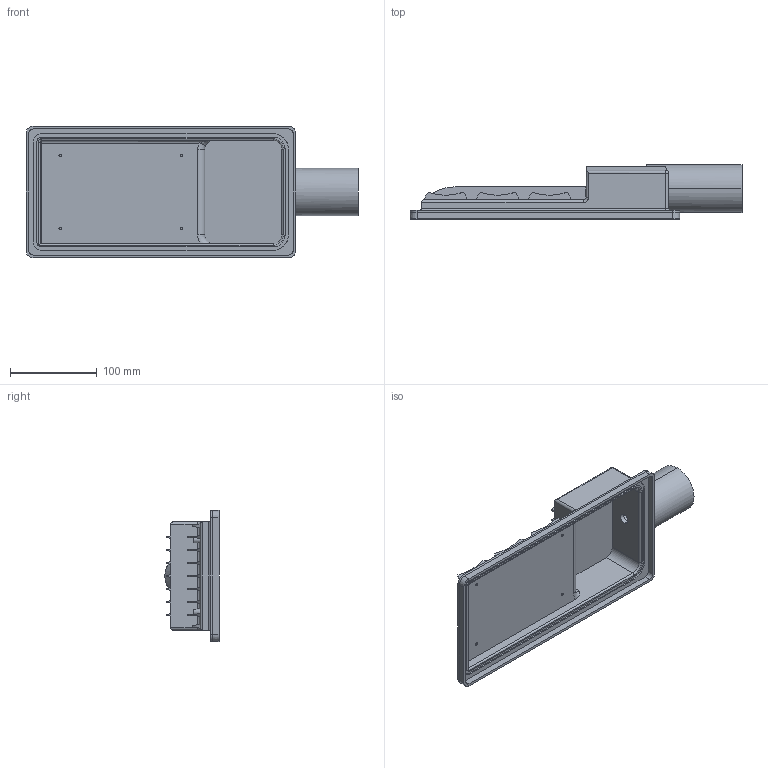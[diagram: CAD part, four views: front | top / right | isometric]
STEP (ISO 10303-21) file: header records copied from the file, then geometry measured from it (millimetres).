
FILE_DESCRIPTION (( 'STEP AP203' ), '1' );
FILE_NAME ('30WATT SL.STEP', '2014-08-20T04:48:51', ( '' ), ( '' ), 'SwSTEP 2.0', 'SolidWorks 2013', '' );
FILE_SCHEMA (( 'CONFIG_CONTROL_DESIGN' ));
Length unit declared in the file: millimetre
Products named in the file (1): 30WATT SL
Bounding box: 383.26 x 62.5 x 151.52 mm (x, y, z)
Volume: 312931.1 mm3; surface area: 229567.1 mm2
Topology: 1 solids, 1 shells, 253 faces, 637 edges, 392 vertices
Faces by surface type: plane 143, cylinder 72, cone 25, torus 10, sphere 2, bspline 1
Entity records: 7681 total; most frequent: CARTESIAN_POINT 1750, ORIENTED_EDGE 1268, DIRECTION 1174, EDGE_CURVE 634, LINE 402, VECTOR 402, VERTEX_POINT 392, AXIS2_PLACEMENT_3D 386
